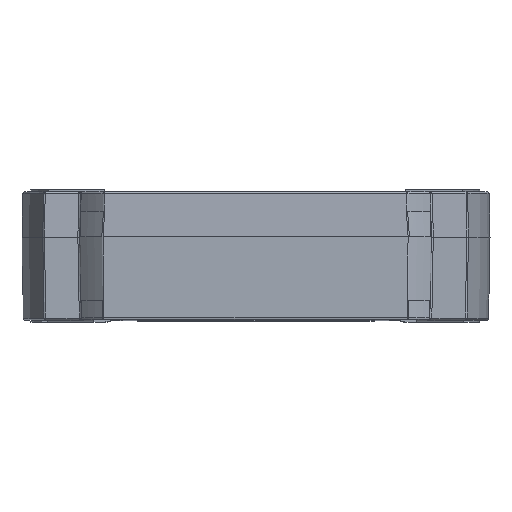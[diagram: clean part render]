
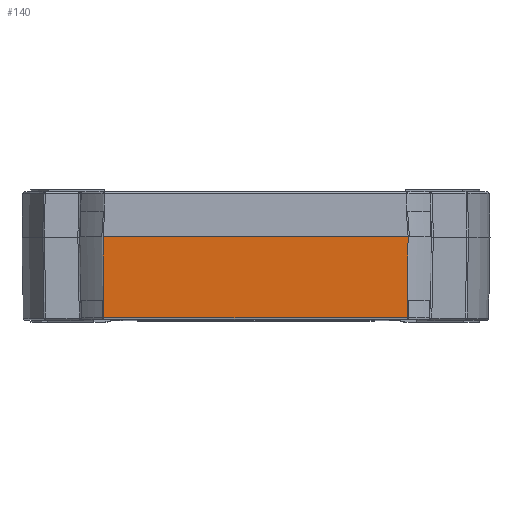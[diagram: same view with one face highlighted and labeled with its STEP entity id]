
A CAD part, top view. The second image highlights one B-rep face of the part: STEP entity #140.
In plain terms, the highlighted face is planar.
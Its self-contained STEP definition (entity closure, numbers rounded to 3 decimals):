
#77 = EDGE_CURVE ( 'NONE', #381, #397, #4885, .T. ) ;
#126 = EDGE_LOOP ( 'NONE', ( #141, #159, #167, #160, #151, #149, #198, #184 ) ) ;
#128 = EDGE_CURVE ( 'NONE', #144, #147, #5001, .T. ) ;
#140 = ADVANCED_FACE ( 'NONE', ( #5048 ), #5047, .T. ) ;
#141 = ORIENTED_EDGE ( 'NONE', *, *, #128, .T. ) ;
#144 = VERTEX_POINT ( 'NONE', #5041 ) ;
#147 = VERTEX_POINT ( 'NONE', #5082 ) ;
#148 = VERTEX_POINT ( 'NONE', #5081 ) ;
#149 = ORIENTED_EDGE ( 'NONE', *, *, #162, .T. ) ;
#150 = VERTEX_POINT ( 'NONE', #5080 ) ;
#151 = ORIENTED_EDGE ( 'NONE', *, *, #173, .F. ) ;
#153 = EDGE_CURVE ( 'NONE', #147, #148, #5079, .T. ) ;
#157 = VERTEX_POINT ( 'NONE', #5066 ) ;
#159 = ORIENTED_EDGE ( 'NONE', *, *, #153, .T. ) ;
#160 = ORIENTED_EDGE ( 'NONE', *, *, #77, .F. ) ;
#162 = EDGE_CURVE ( 'NONE', #157, #150, #5106, .T. ) ;
#167 = ORIENTED_EDGE ( 'NONE', *, *, #172, .F. ) ;
#172 = EDGE_CURVE ( 'NONE', #397, #148, #5140, .T. ) ;
#173 = EDGE_CURVE ( 'NONE', #157, #381, #5136, .T. ) ;
#183 = EDGE_CURVE ( 'NONE', #188, #144, #5116, .T. ) ;
#184 = ORIENTED_EDGE ( 'NONE', *, *, #183, .T. ) ;
#188 = VERTEX_POINT ( 'NONE', #5158 ) ;
#190 = EDGE_CURVE ( 'NONE', #150, #188, #5148, .T. ) ;
#198 = ORIENTED_EDGE ( 'NONE', *, *, #190, .T. ) ;
#381 = VERTEX_POINT ( 'NONE', #5483 ) ;
#397 = VERTEX_POINT ( 'NONE', #5541 ) ;
#4872 = DIRECTION ( 'NONE',  ( 1., 0., 0. ) ) ;
#4883 = VECTOR ( 'NONE', #4872, 1000. ) ;
#4884 = CARTESIAN_POINT ( 'NONE',  ( -15.528, -18.3, 0. ) ) ;
#4885 = LINE ( 'NONE', #4884, #4883 ) ;
#4997 = CARTESIAN_POINT ( 'NONE',  ( 15.354, -18.188, -6.401 ) ) ;
#4998 = CARTESIAN_POINT ( 'NONE',  ( 15.366, -18.178, -7.001 ) ) ;
#4999 = CARTESIAN_POINT ( 'NONE',  ( 15.378, -18.167, -7.602 ) ) ;
#5000 = CARTESIAN_POINT ( 'NONE',  ( 15.391, -18.157, -8.203 ) ) ;
#5001 =( BOUNDED_CURVE ( )  B_SPLINE_CURVE ( 3, ( #5000, #4999, #4998, #4997 ),
 .UNSPECIFIED., .F., .T. ) 
 B_SPLINE_CURVE_WITH_KNOTS ( ( 4, 4 ),
 ( 5.575, 5.577 ),
 .UNSPECIFIED. ) 
 CURVE ( )  GEOMETRIC_REPRESENTATION_ITEM ( )  RATIONAL_B_SPLINE_CURVE ( ( 1., 1., 1., 1. ) ) 
 REPRESENTATION_ITEM ( '' )  );
#5041 = CARTESIAN_POINT ( 'NONE',  ( 15.391, -18.157, -8.203 ) ) ;
#5043 = DIRECTION ( 'NONE',  ( 0., 0.017, -1. ) ) ;
#5044 = DIRECTION ( 'NONE',  ( 0., -1., -0.017 ) ) ;
#5045 = CARTESIAN_POINT ( 'NONE',  ( -15.528, -18.3, 0. ) ) ;
#5046 = AXIS2_PLACEMENT_3D ( 'NONE', #5045, #5044, #5043 ) ;
#5047 = PLANE ( 'NONE',  #5046 ) ;
#5048 = FACE_OUTER_BOUND ( 'NONE', #126, .T. ) ;
#5066 = CARTESIAN_POINT ( 'NONE',  ( -15.454, -18.3, 0. ) ) ;
#5070 = CARTESIAN_POINT ( 'NONE',  ( 15.454, -18.3, 0. ) ) ;
#5071 = CARTESIAN_POINT ( 'NONE',  ( 15.437, -18.281, -1.066 ) ) ;
#5072 = CARTESIAN_POINT ( 'NONE',  ( 15.421, -18.263, -2.133 ) ) ;
#5073 = CARTESIAN_POINT ( 'NONE',  ( 15.404, -18.244, -3.199 ) ) ;
#5074 = CARTESIAN_POINT ( 'NONE',  ( 15.387, -18.226, -4.266 ) ) ;
#5075 = CARTESIAN_POINT ( 'NONE',  ( 15.371, -18.207, -5.334 ) ) ;
#5076 = CARTESIAN_POINT ( 'NONE',  ( 15.354, -18.188, -6.401 ) ) ;
#5079 = B_SPLINE_CURVE_WITH_KNOTS ( 'NONE', 3,
 ( #5076, #5075, #5074, #5073, #5072, #5071, #5070 ),
 .UNSPECIFIED., .F., .F.,
 ( 4, 3, 4 ),
 ( 0., 0.003, 0.006 ),
 .UNSPECIFIED. ) ;
#5080 = CARTESIAN_POINT ( 'NONE',  ( -15.354, -18.188, -6.401 ) ) ;
#5081 = CARTESIAN_POINT ( 'NONE',  ( 15.454, -18.3, 0. ) ) ;
#5082 = CARTESIAN_POINT ( 'NONE',  ( 15.354, -18.188, -6.401 ) ) ;
#5099 = CARTESIAN_POINT ( 'NONE',  ( -15.354, -18.188, -6.401 ) ) ;
#5100 = CARTESIAN_POINT ( 'NONE',  ( -15.371, -18.207, -5.334 ) ) ;
#5101 = CARTESIAN_POINT ( 'NONE',  ( -15.387, -18.226, -4.266 ) ) ;
#5102 = CARTESIAN_POINT ( 'NONE',  ( -15.404, -18.244, -3.199 ) ) ;
#5103 = CARTESIAN_POINT ( 'NONE',  ( -15.421, -18.263, -2.133 ) ) ;
#5104 = CARTESIAN_POINT ( 'NONE',  ( -15.437, -18.281, -1.066 ) ) ;
#5105 = CARTESIAN_POINT ( 'NONE',  ( -15.454, -18.3, 0. ) ) ;
#5106 = B_SPLINE_CURVE_WITH_KNOTS ( 'NONE', 3,
 ( #5105, #5104, #5103, #5102, #5101, #5100, #5099 ),
 .UNSPECIFIED., .F., .F.,
 ( 4, 3, 4 ),
 ( 0., 0.003, 0.006 ),
 .UNSPECIFIED. ) ;
#5113 = DIRECTION ( 'NONE',  ( 1., 0., 0. ) ) ;
#5114 = VECTOR ( 'NONE', #5113, 1000. ) ;
#5115 = CARTESIAN_POINT ( 'NONE',  ( 15.469, -18.157, -8.203 ) ) ;
#5116 = LINE ( 'NONE', #5115, #5114 ) ;
#5133 = DIRECTION ( 'NONE',  ( 1., 0., 0. ) ) ;
#5134 = VECTOR ( 'NONE', #5133, 1000. ) ;
#5135 = CARTESIAN_POINT ( 'NONE',  ( -15.528, -18.3, 0. ) ) ;
#5136 = LINE ( 'NONE', #5135, #5134 ) ;
#5137 = DIRECTION ( 'NONE',  ( 1., 0., 0. ) ) ;
#5138 = VECTOR ( 'NONE', #5137, 1000. ) ;
#5139 = CARTESIAN_POINT ( 'NONE',  ( -15.528, -18.3, 0. ) ) ;
#5140 = LINE ( 'NONE', #5139, #5138 ) ;
#5144 = CARTESIAN_POINT ( 'NONE',  ( -15.391, -18.157, -8.203 ) ) ;
#5145 = CARTESIAN_POINT ( 'NONE',  ( -15.378, -18.167, -7.602 ) ) ;
#5146 = CARTESIAN_POINT ( 'NONE',  ( -15.366, -18.178, -7.001 ) ) ;
#5147 = CARTESIAN_POINT ( 'NONE',  ( -15.354, -18.188, -6.401 ) ) ;
#5148 =( BOUNDED_CURVE ( )  B_SPLINE_CURVE ( 3, ( #5147, #5146, #5145, #5144 ),
 .UNSPECIFIED., .F., .T. ) 
 B_SPLINE_CURVE_WITH_KNOTS ( ( 4, 4 ),
 ( 0.707, 0.709 ),
 .UNSPECIFIED. ) 
 CURVE ( )  GEOMETRIC_REPRESENTATION_ITEM ( )  RATIONAL_B_SPLINE_CURVE ( ( 1., 1., 1., 1. ) ) 
 REPRESENTATION_ITEM ( '' )  );
#5158 = CARTESIAN_POINT ( 'NONE',  ( -15.391, -18.157, -8.203 ) ) ;
#5483 = CARTESIAN_POINT ( 'NONE',  ( -15.454, -18.3, 0. ) ) ;
#5541 = CARTESIAN_POINT ( 'NONE',  ( 15.454, -18.3, 0. ) ) ;
